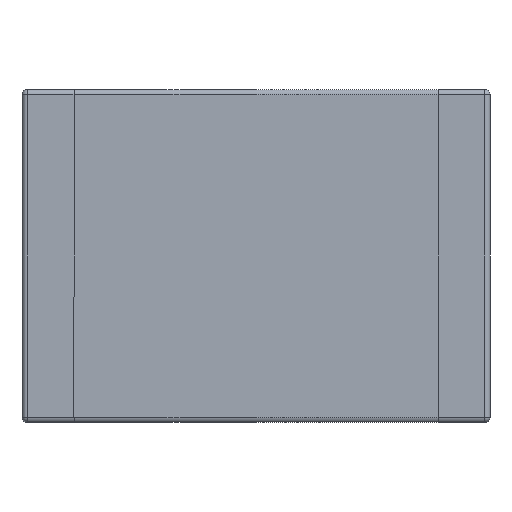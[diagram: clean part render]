
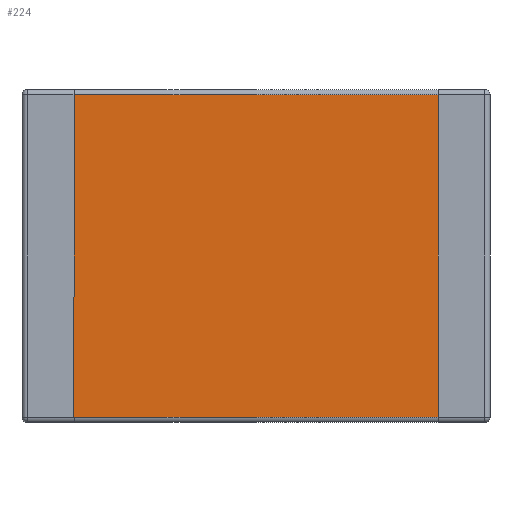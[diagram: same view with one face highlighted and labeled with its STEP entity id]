
A CAD part, front view. The second image highlights one B-rep face of the part: STEP entity #224.
In plain terms, the highlighted planar face has unit normal (0, -1, 0).
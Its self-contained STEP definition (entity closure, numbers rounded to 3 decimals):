
#47 = VERTEX_POINT ( 'NONE', #539 ) ;
#64 = VERTEX_POINT ( 'NONE', #592 ) ;
#91 = EDGE_CURVE ( 'NONE', #64, #92, #689, .T. ) ;
#92 = VERTEX_POINT ( 'NONE', #685 ) ;
#161 = VERTEX_POINT ( 'NONE', #880 ) ;
#163 = EDGE_CURVE ( 'NONE', #161, #47, #879, .T. ) ;
#207 = EDGE_CURVE ( 'NONE', #161, #92, #1051, .T. ) ;
#224 = ADVANCED_FACE ( 'NONE', ( #1096 ), #1080, .T. ) ;
#225 = EDGE_LOOP ( 'NONE', ( #226, #227, #229, #230 ) ) ;
#226 = ORIENTED_EDGE ( 'NONE', *, *, #91, .F. ) ;
#227 = ORIENTED_EDGE ( 'NONE', *, *, #228, .T. ) ;
#228 = EDGE_CURVE ( 'NONE', #64, #47, #1137, .T. ) ;
#229 = ORIENTED_EDGE ( 'NONE', *, *, #163, .F. ) ;
#230 = ORIENTED_EDGE ( 'NONE', *, *, #207, .T. ) ;
#539 = CARTESIAN_POINT ( 'NONE',  ( 1.75, 0., -1.55 ) ) ;
#592 = CARTESIAN_POINT ( 'NONE',  ( -1.75, 0., -1.55 ) ) ;
#685 = CARTESIAN_POINT ( 'NONE',  ( -1.75, 0., 1.55 ) ) ;
#686 = DIRECTION ( 'NONE',  ( 0., 0., 1. ) ) ;
#687 = VECTOR ( 'NONE', #686, 1000. ) ;
#688 = CARTESIAN_POINT ( 'NONE',  ( -1.75, 0., -1.6 ) ) ;
#689 = LINE ( 'NONE', #688, #687 ) ;
#876 = DIRECTION ( 'NONE',  ( 0., 0., -1. ) ) ;
#877 = VECTOR ( 'NONE', #876, 1000. ) ;
#878 = CARTESIAN_POINT ( 'NONE',  ( 1.75, 0., -1.6 ) ) ;
#879 = LINE ( 'NONE', #878, #877 ) ;
#880 = CARTESIAN_POINT ( 'NONE',  ( 1.75, 0., 1.55 ) ) ;
#1048 = DIRECTION ( 'NONE',  ( -1., 0., 0. ) ) ;
#1049 = VECTOR ( 'NONE', #1048, 1000. ) ;
#1050 = CARTESIAN_POINT ( 'NONE',  ( -2.25, 0., 1.55 ) ) ;
#1051 = LINE ( 'NONE', #1050, #1049 ) ;
#1080 = PLANE ( 'NONE',  #1081 ) ;
#1081 = AXIS2_PLACEMENT_3D ( 'NONE', #1136, #1135, #1134 ) ;
#1096 = FACE_OUTER_BOUND ( 'NONE', #225, .T. ) ;
#1131 = DIRECTION ( 'NONE',  ( 1., 0., 0. ) ) ;
#1132 = VECTOR ( 'NONE', #1131, 1000. ) ;
#1133 = CARTESIAN_POINT ( 'NONE',  ( 2.25, 0., -1.55 ) ) ;
#1134 = DIRECTION ( 'NONE',  ( 0., 0., -1. ) ) ;
#1135 = DIRECTION ( 'NONE',  ( 0., -1., 0. ) ) ;
#1136 = CARTESIAN_POINT ( 'NONE',  ( 2.25, 0., -1.6 ) ) ;
#1137 = LINE ( 'NONE', #1133, #1132 ) ;
